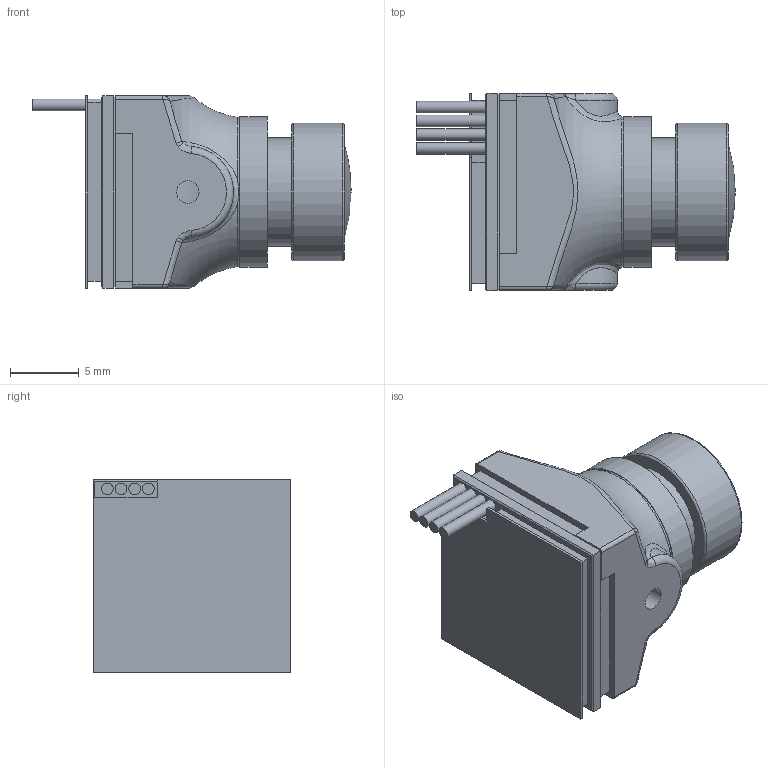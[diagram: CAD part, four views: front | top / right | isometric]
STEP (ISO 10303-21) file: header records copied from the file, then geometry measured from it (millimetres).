
FILE_DESCRIPTION(/* description */ (''),/* implementation_level */ '2;1');
FILE_NAME(/* name */ 'FOXEER TOOTHLESS 2 NANO CAMERA.stp',/* time_stamp */ '2023-05-05T16:48:38-07:00',/* author */ (''),/* organization */ (''),/* preprocessor_version */ 'ST-DEVELOPER v18.1',/* originating_system */ 'SIEMENS PLM Software NX 1988',/* authorisation */ '');
FILE_SCHEMA (('AUTOMOTIVE_DESIGN { 1 0 10303 214 3 1 1 1 }'));
Bounding box: 23.22 x 14.35 x 14 mm (x, y, z)
Volume: 2494.2 mm3; surface area: 1363.6 mm2
Topology: 1 solids, 1 shells, 106 faces, 249 edges, 152 vertices
Faces by surface type: plane 53, bspline 28, cylinder 18, torus 6, sphere 1
Full cylindrical faces by diameter (mm): 0.85 x4, 1.65 x2, 7.9 x1, 10 x1, 10.9 x1, 11 x1
Entity records: 4570 total; most frequent: CRTPNT 1690, ORNEDG 452, DRCTN 386, EDGCRV 226, VRTPNT 146, A2PL3D 134, EDGLP 130, LINE 118
